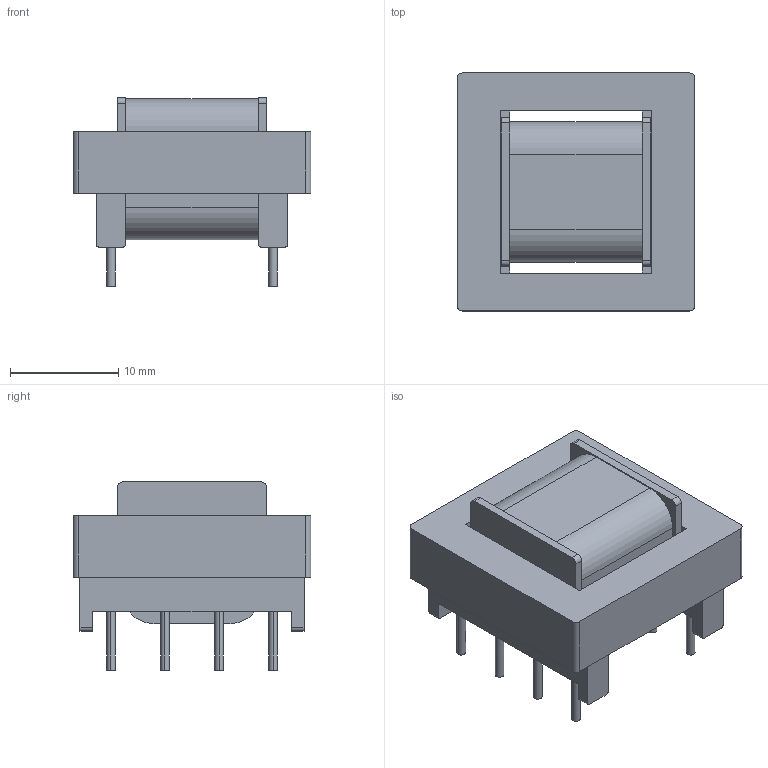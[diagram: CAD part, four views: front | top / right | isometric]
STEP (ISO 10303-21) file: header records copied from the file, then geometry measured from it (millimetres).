
FILE_DESCRIPTION (( 'STEP AP214' ), '1' );
FILE_NAME ('User Library-EF20-1.STEP', '2019-06-18T06:24:18', ( '' ), ( '' ), 'SwSTEP 2.0', 'SolidWorks 2019', '' );
FILE_SCHEMA (( 'AUTOMOTIVE_DESIGN' ));
Length unit declared in the file: millimetre
Products named in the file (1): User Library-EF20-1
Bounding box: 22 x 22 x 17.4 mm (x, y, z)
Volume: 4129.9 mm3; surface area: 2692.7 mm2
Topology: 1 solids, 1 shells, 88 faces, 236 edges, 156 vertices
Faces by surface type: plane 52, cylinder 36
Entity records: 3400 total; most frequent: DIRECTION 490, CARTESIAN_POINT 481, ORIENTED_EDGE 472, EDGE_CURVE 236, AXIS2_PLACEMENT_3D 165, LINE 160, VECTOR 160, VERTEX_POINT 156
